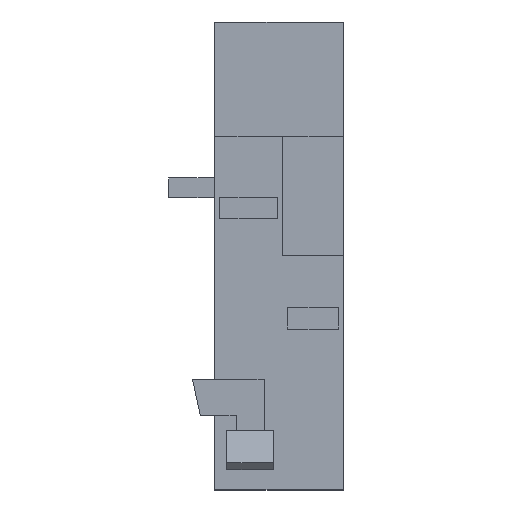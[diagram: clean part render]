
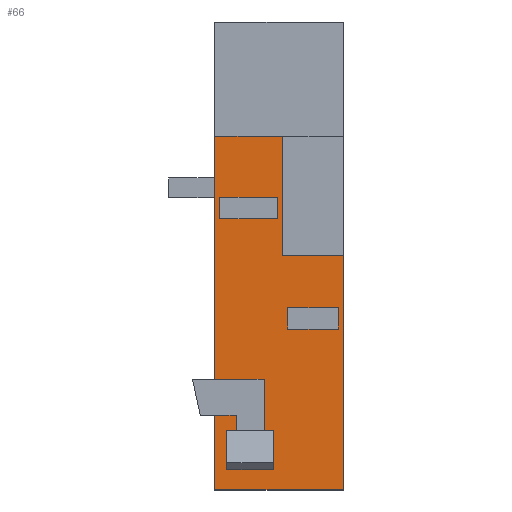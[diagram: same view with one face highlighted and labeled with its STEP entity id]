
A CAD part, front view. The second image highlights one B-rep face of the part: STEP entity #66.
In plain terms, the highlighted planar face has unit normal (0, -1, 0).
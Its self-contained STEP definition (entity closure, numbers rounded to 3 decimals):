
#66=ADVANCED_FACE('',(#292,#293,#294),#295,.T.);
#292=FACE_OUTER_BOUND('',#761,.T.);
#293=FACE_BOUND('',#762,.T.);
#294=FACE_BOUND('',#763,.T.);
#295=PLANE('',#764);
#761=EDGE_LOOP('',(#1266,#1267,#1268,#1269,#1270,#1271,#1272,#1273,#1274,#1275,#1276,#1277,#1278,#1279,#1280,#1281));
#762=EDGE_LOOP('',(#1282,#1283,#1284,#1285));
#763=EDGE_LOOP('',(#1286,#1287,#1288,#1289));
#764=AXIS2_PLACEMENT_3D('',#1290,#1291,#1292);
#1266=ORIENTED_EDGE('',*,*,#3058,.T.);
#1267=ORIENTED_EDGE('',*,*,#3059,.T.);
#1268=ORIENTED_EDGE('',*,*,#3060,.T.);
#1269=ORIENTED_EDGE('',*,*,#3061,.T.);
#1270=ORIENTED_EDGE('',*,*,#3062,.T.);
#1271=ORIENTED_EDGE('',*,*,#3034,.F.);
#1272=ORIENTED_EDGE('',*,*,#3055,.F.);
#1273=ORIENTED_EDGE('',*,*,#3063,.T.);
#1274=ORIENTED_EDGE('',*,*,#3064,.F.);
#1275=ORIENTED_EDGE('',*,*,#3065,.T.);
#1276=ORIENTED_EDGE('',*,*,#3066,.F.);
#1277=ORIENTED_EDGE('',*,*,#3067,.T.);
#1278=ORIENTED_EDGE('',*,*,#3068,.T.);
#1279=ORIENTED_EDGE('',*,*,#3069,.T.);
#1280=ORIENTED_EDGE('',*,*,#3070,.T.);
#1281=ORIENTED_EDGE('',*,*,#3071,.T.);
#1282=ORIENTED_EDGE('',*,*,#3072,.T.);
#1283=ORIENTED_EDGE('',*,*,#3073,.T.);
#1284=ORIENTED_EDGE('',*,*,#3074,.T.);
#1285=ORIENTED_EDGE('',*,*,#3075,.T.);
#1286=ORIENTED_EDGE('',*,*,#3076,.T.);
#1287=ORIENTED_EDGE('',*,*,#3077,.T.);
#1288=ORIENTED_EDGE('',*,*,#3078,.T.);
#1289=ORIENTED_EDGE('',*,*,#3079,.T.);
#1290=CARTESIAN_POINT('',(18.0,0.0,0.0));
#1291=DIRECTION('',(0.0,-1.0,0.0));
#1292=DIRECTION('',(-1.0,0.0,0.0));
#3034=EDGE_CURVE('',#3613,#3614,#3615,.T.);
#3055=EDGE_CURVE('',#3653,#3613,#3655,.T.);
#3058=EDGE_CURVE('',#3660,#3661,#3662,.T.);
#3059=EDGE_CURVE('',#3661,#3663,#3664,.T.);
#3060=EDGE_CURVE('',#3663,#3665,#3666,.T.);
#3061=EDGE_CURVE('',#3665,#3667,#3668,.T.);
#3062=EDGE_CURVE('',#3667,#3614,#3669,.T.);
#3063=EDGE_CURVE('',#3653,#3670,#3671,.T.);
#3064=EDGE_CURVE('',#3672,#3670,#3673,.T.);
#3065=EDGE_CURVE('',#3672,#3674,#3675,.T.);
#3066=EDGE_CURVE('',#3676,#3674,#3677,.T.);
#3067=EDGE_CURVE('',#3676,#3678,#3679,.T.);
#3068=EDGE_CURVE('',#3678,#3680,#3681,.T.);
#3069=EDGE_CURVE('',#3680,#3682,#3683,.T.);
#3070=EDGE_CURVE('',#3682,#3684,#3685,.T.);
#3071=EDGE_CURVE('',#3684,#3660,#3686,.T.);
#3072=EDGE_CURVE('',#3687,#3688,#3689,.T.);
#3073=EDGE_CURVE('',#3688,#3690,#3691,.T.);
#3074=EDGE_CURVE('',#3690,#3692,#3693,.T.);
#3075=EDGE_CURVE('',#3692,#3687,#3694,.T.);
#3076=EDGE_CURVE('',#3695,#3696,#3697,.T.);
#3077=EDGE_CURVE('',#3696,#3698,#3699,.T.);
#3078=EDGE_CURVE('',#3698,#3700,#3701,.T.);
#3079=EDGE_CURVE('',#3700,#3695,#3702,.T.);
#3613=VERTEX_POINT('',#4571);
#3614=VERTEX_POINT('',#4572);
#3615=LINE('',#4573,#4574);
#3653=VERTEX_POINT('',#4631);
#3655=LINE('',#4634,#4635);
#3660=VERTEX_POINT('',#4640);
#3661=VERTEX_POINT('',#4641);
#3662=LINE('',#4642,#4643);
#3663=VERTEX_POINT('',#4644);
#3664=LINE('',#4645,#4646);
#3665=VERTEX_POINT('',#4647);
#3666=LINE('',#4648,#4649);
#3667=VERTEX_POINT('',#4650);
#3668=LINE('',#4651,#4652);
#3669=LINE('',#4653,#4654);
#3670=VERTEX_POINT('',#4655);
#3671=LINE('',#4656,#4657);
#3672=VERTEX_POINT('',#4658);
#3673=LINE('',#4659,#4660);
#3674=VERTEX_POINT('',#4661);
#3675=LINE('',#4662,#4663);
#3676=VERTEX_POINT('',#4664);
#3677=LINE('',#4665,#4666);
#3678=VERTEX_POINT('',#4667);
#3679=LINE('',#4668,#4669);
#3680=VERTEX_POINT('',#4670);
#3681=LINE('',#4671,#4672);
#3682=VERTEX_POINT('',#4673);
#3683=LINE('',#4674,#4675);
#3684=VERTEX_POINT('',#4676);
#3685=LINE('',#4677,#4678);
#3686=LINE('',#4679,#4680);
#3687=VERTEX_POINT('',#4681);
#3688=VERTEX_POINT('',#4682);
#3689=LINE('',#4683,#4684);
#3690=VERTEX_POINT('',#4685);
#3691=LINE('',#4686,#4687);
#3692=VERTEX_POINT('',#4688);
#3693=LINE('',#4689,#4690);
#3694=LINE('',#4691,#4692);
#3695=VERTEX_POINT('',#4693);
#3696=VERTEX_POINT('',#4694);
#3697=LINE('',#4695,#4696);
#3698=VERTEX_POINT('',#4697);
#3699=LINE('',#4698,#4699);
#3700=VERTEX_POINT('',#4700);
#3701=LINE('',#4701,#4702);
#3702=LINE('',#4703,#4704);
#4571=CARTESIAN_POINT('',(18.0,0.0,32.74));
#4572=CARTESIAN_POINT('',(18.0,0.0,0.0));
#4573=CARTESIAN_POINT('',(18.0,0.0,32.74));
#4574=VECTOR('',#6038,32.74);
#4631=CARTESIAN_POINT('',(9.5,0.0,32.74));
#4634=CARTESIAN_POINT('',(9.5,0.0,32.74));
#4635=VECTOR('',#6059,8.5);
#4640=CARTESIAN_POINT('',(1.7,0.0,8.3));
#4641=CARTESIAN_POINT('',(3.0,0.0,8.3));
#4642=CARTESIAN_POINT('',(1.7,0.0,8.3));
#4643=VECTOR('',#6066,1.3);
#4644=CARTESIAN_POINT('',(3.0,0.0,10.45));
#4645=CARTESIAN_POINT('',(3.0,0.0,8.3));
#4646=VECTOR('',#6067,2.15);
#4647=CARTESIAN_POINT('',(0.0,0.0,10.45));
#4648=CARTESIAN_POINT('',(3.0,0.0,10.45));
#4649=VECTOR('',#6068,3.0);
#4650=CARTESIAN_POINT('',(0.0,0.0,0.0));
#4651=CARTESIAN_POINT('',(0.0,0.0,10.45));
#4652=VECTOR('',#6069,10.45);
#4653=CARTESIAN_POINT('',(0.0,0.0,0.0));
#4654=VECTOR('',#6070,18.0);
#4655=CARTESIAN_POINT('',(9.5,0.0,49.4));
#4656=CARTESIAN_POINT('',(9.5,0.0,32.74));
#4657=VECTOR('',#6071,16.66);
#4658=CARTESIAN_POINT('',(0.0,0.0,49.4));
#4659=CARTESIAN_POINT('',(0.0,0.0,49.4));
#4660=VECTOR('',#6072,9.5);
#4661=CARTESIAN_POINT('',(0.0,0.0,15.5));
#4662=CARTESIAN_POINT('',(0.0,0.0,49.4));
#4663=VECTOR('',#6073,33.9);
#4664=CARTESIAN_POINT('',(6.9,0.0,15.5));
#4665=CARTESIAN_POINT('',(6.9,0.0,15.5));
#4666=VECTOR('',#6074,6.9);
#4667=CARTESIAN_POINT('',(6.9,0.0,8.3));
#4668=CARTESIAN_POINT('',(6.9,0.0,15.5));
#4669=VECTOR('',#6075,7.2);
#4670=CARTESIAN_POINT('',(8.2,0.0,8.3));
#4671=CARTESIAN_POINT('',(6.9,0.0,8.3));
#4672=VECTOR('',#6076,1.3);
#4673=CARTESIAN_POINT('',(8.2,0.0,2.8));
#4674=CARTESIAN_POINT('',(8.2,0.0,8.3));
#4675=VECTOR('',#6077,5.5);
#4676=CARTESIAN_POINT('',(1.7,0.0,2.8));
#4677=CARTESIAN_POINT('',(8.2,0.0,2.8));
#4678=VECTOR('',#6078,6.5);
#4679=CARTESIAN_POINT('',(1.7,0.0,2.8));
#4680=VECTOR('',#6079,5.5);
#4681=CARTESIAN_POINT('',(0.7,0.0,37.9));
#4682=CARTESIAN_POINT('',(0.7,0.0,40.9));
#4683=CARTESIAN_POINT('',(0.7,0.0,37.9));
#4684=VECTOR('',#6080,3.0);
#4685=CARTESIAN_POINT('',(8.8,0.0,40.9));
#4686=CARTESIAN_POINT('',(0.7,0.0,40.9));
#4687=VECTOR('',#6081,8.1);
#4688=CARTESIAN_POINT('',(8.8,0.0,37.9));
#4689=CARTESIAN_POINT('',(8.8,0.0,40.9));
#4690=VECTOR('',#6082,3.0);
#4691=CARTESIAN_POINT('',(8.8,0.0,37.9));
#4692=VECTOR('',#6083,8.1);
#4693=CARTESIAN_POINT('',(10.2,0.0,25.49));
#4694=CARTESIAN_POINT('',(17.3,0.0,25.49));
#4695=CARTESIAN_POINT('',(10.2,0.0,25.49));
#4696=VECTOR('',#6084,7.1);
#4697=CARTESIAN_POINT('',(17.3,0.0,22.49));
#4698=CARTESIAN_POINT('',(17.3,0.0,25.49));
#4699=VECTOR('',#6085,3.0);
#4700=CARTESIAN_POINT('',(10.2,0.0,22.49));
#4701=CARTESIAN_POINT('',(17.3,0.0,22.49));
#4702=VECTOR('',#6086,7.1);
#4703=CARTESIAN_POINT('',(10.2,0.0,22.49));
#4704=VECTOR('',#6087,3.0);
#6038=DIRECTION('',(0.0,0.0,-1.0));
#6059=DIRECTION('',(1.0,0.0,0.0));
#6066=DIRECTION('',(1.0,0.0,0.0));
#6067=DIRECTION('',(0.0,0.0,1.0));
#6068=DIRECTION('',(-1.0,0.0,0.0));
#6069=DIRECTION('',(0.0,0.0,-1.0));
#6070=DIRECTION('',(1.0,0.0,0.0));
#6071=DIRECTION('',(0.0,0.0,1.0));
#6072=DIRECTION('',(1.0,0.0,0.0));
#6073=DIRECTION('',(0.0,0.0,-1.0));
#6074=DIRECTION('',(-1.0,0.0,0.0));
#6075=DIRECTION('',(0.0,0.0,-1.0));
#6076=DIRECTION('',(1.0,0.0,0.0));
#6077=DIRECTION('',(0.0,0.0,-1.0));
#6078=DIRECTION('',(-1.0,0.0,0.0));
#6079=DIRECTION('',(0.0,0.0,1.0));
#6080=DIRECTION('',(0.0,0.0,1.0));
#6081=DIRECTION('',(1.0,0.0,0.0));
#6082=DIRECTION('',(0.0,0.0,-1.0));
#6083=DIRECTION('',(-1.0,0.0,0.0));
#6084=DIRECTION('',(1.0,0.0,0.0));
#6085=DIRECTION('',(0.0,0.0,-1.0));
#6086=DIRECTION('',(-1.0,0.0,0.0));
#6087=DIRECTION('',(0.0,0.0,1.0));
